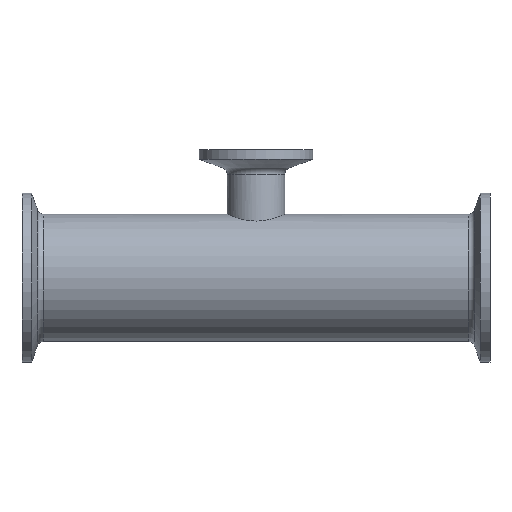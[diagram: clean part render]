
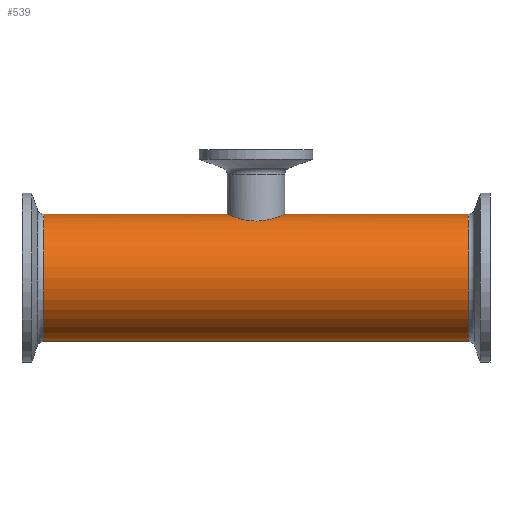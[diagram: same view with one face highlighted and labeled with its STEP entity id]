
A CAD part, front view. The second image highlights one B-rep face of the part: STEP entity #539.
In plain terms, the highlighted cylindrical face has radius 19.05 mm (diameter 38.1 mm), a full revolution.
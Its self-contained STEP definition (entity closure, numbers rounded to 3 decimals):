
#17=FACE_BOUND('',#131,.T.);
#29=B_SPLINE_CURVE_WITH_KNOTS('',3,(#900,#901,#902,#903,#904,#905,#906,
#907,#908,#909),.UNSPECIFIED.,.F.,.F.,(4,2,2,2,4),(0.,0.331,
0.663,0.994,1.325),.UNSPECIFIED.);
#30=B_SPLINE_CURVE_WITH_KNOTS('',3,(#910,#911,#912,#913,#914,#915,#916,
#917,#918,#919,#920,#921,#922,#923,#924,#925,#926,#927,#928,#929,#930,#931,
#932,#933,#934,#935),.UNSPECIFIED.,.F.,.F.,(4,2,2,2,2,2,2,2,2,2,2,2,4),
(1.325,1.656,1.987,2.318,2.649,
2.981,3.312,3.643,3.974,4.305,
4.636,4.968,5.299),.UNSPECIFIED.);
#35=CYLINDRICAL_SURFACE('',#618,19.05);
#46=LINE('',#990,#62);
#62=VECTOR('',#763,19.05);
#94=FACE_OUTER_BOUND('',#130,.T.);
#130=EDGE_LOOP('',(#412,#413,#414,#415,#416,#417));
#131=EDGE_LOOP('',(#418,#419));
#176=CIRCLE('',#611,19.05);
#180=CIRCLE('',#615,19.05);
#182=CIRCLE('',#619,19.05);
#183=CIRCLE('',#620,19.05);
#222=VERTEX_POINT('',#897);
#223=VERTEX_POINT('',#899);
#235=VERTEX_POINT('',#973);
#236=VERTEX_POINT('',#974);
#240=VERTEX_POINT('',#987);
#241=VERTEX_POINT('',#988);
#278=EDGE_CURVE('',#223,#222,#29,.T.);
#279=EDGE_CURVE('',#222,#223,#30,.T.);
#297=EDGE_CURVE('',#235,#236,#176,.T.);
#301=EDGE_CURVE('',#236,#235,#180,.T.);
#304=EDGE_CURVE('',#240,#241,#182,.T.);
#305=EDGE_CURVE('',#240,#235,#46,.T.);
#306=EDGE_CURVE('',#241,#240,#183,.T.);
#412=ORIENTED_EDGE('',*,*,#304,.F.);
#413=ORIENTED_EDGE('',*,*,#305,.T.);
#414=ORIENTED_EDGE('',*,*,#301,.F.);
#415=ORIENTED_EDGE('',*,*,#297,.F.);
#416=ORIENTED_EDGE('',*,*,#305,.F.);
#417=ORIENTED_EDGE('',*,*,#306,.F.);
#418=ORIENTED_EDGE('',*,*,#278,.T.);
#419=ORIENTED_EDGE('',*,*,#279,.T.);
#539=ADVANCED_FACE('',(#94,#17),#35,.T.);
#611=AXIS2_PLACEMENT_3D('',#975,#744,#745);
#615=AXIS2_PLACEMENT_3D('',#981,#752,#753);
#618=AXIS2_PLACEMENT_3D('',#986,#759,#760);
#619=AXIS2_PLACEMENT_3D('',#989,#761,#762);
#620=AXIS2_PLACEMENT_3D('',#991,#764,#765);
#744=DIRECTION('center_axis',(-1.,0.,0.));
#745=DIRECTION('ref_axis',(0.,1.,0.));
#752=DIRECTION('center_axis',(-1.,0.,0.));
#753=DIRECTION('ref_axis',(0.,1.,0.));
#759=DIRECTION('center_axis',(1.,0.,0.));
#760=DIRECTION('ref_axis',(0.,1.,0.));
#761=DIRECTION('center_axis',(1.,0.,0.));
#762=DIRECTION('ref_axis',(0.,-1.,0.));
#763=DIRECTION('',(-1.,0.,0.));
#764=DIRECTION('center_axis',(1.,0.,0.));
#765=DIRECTION('ref_axis',(0.,-1.,0.));
#897=CARTESIAN_POINT('',(-8.65,0.,19.05));
#899=CARTESIAN_POINT('',(0.,-8.65,16.973));
#900=CARTESIAN_POINT('Ctrl Pts',(0.,-8.65,16.973));
#901=CARTESIAN_POINT('Ctrl Pts',(-1.105,-8.65,16.973));
#902=CARTESIAN_POINT('Ctrl Pts',(-2.27,-8.426,17.092));
#903=CARTESIAN_POINT('Ctrl Pts',(-4.395,-7.539,17.502));
#904=CARTESIAN_POINT('Ctrl Pts',(-5.357,-6.876,17.784));
#905=CARTESIAN_POINT('Ctrl Pts',(-6.875,-5.358,18.299));
#906=CARTESIAN_POINT('Ctrl Pts',(-7.538,-4.396,18.567));
#907=CARTESIAN_POINT('Ctrl Pts',(-8.426,-2.269,18.945));
#908=CARTESIAN_POINT('Ctrl Pts',(-8.65,-1.103,19.05));
#909=CARTESIAN_POINT('Ctrl Pts',(-8.65,0.,19.05));
#910=CARTESIAN_POINT('Ctrl Pts',(-8.65,0.,19.05));
#911=CARTESIAN_POINT('Ctrl Pts',(-8.65,1.103,19.05));
#912=CARTESIAN_POINT('Ctrl Pts',(-8.426,2.269,18.945));
#913=CARTESIAN_POINT('Ctrl Pts',(-7.538,4.396,18.567));
#914=CARTESIAN_POINT('Ctrl Pts',(-6.875,5.358,18.299));
#915=CARTESIAN_POINT('Ctrl Pts',(-5.357,6.876,17.784));
#916=CARTESIAN_POINT('Ctrl Pts',(-4.395,7.539,17.502));
#917=CARTESIAN_POINT('Ctrl Pts',(-2.27,8.426,17.092));
#918=CARTESIAN_POINT('Ctrl Pts',(-1.105,8.65,16.973));
#919=CARTESIAN_POINT('Ctrl Pts',(1.105,8.65,16.973));
#920=CARTESIAN_POINT('Ctrl Pts',(2.27,8.426,17.092));
#921=CARTESIAN_POINT('Ctrl Pts',(4.395,7.539,17.502));
#922=CARTESIAN_POINT('Ctrl Pts',(5.357,6.876,17.784));
#923=CARTESIAN_POINT('Ctrl Pts',(6.875,5.358,18.299));
#924=CARTESIAN_POINT('Ctrl Pts',(7.538,4.396,18.567));
#925=CARTESIAN_POINT('Ctrl Pts',(8.426,2.269,18.945));
#926=CARTESIAN_POINT('Ctrl Pts',(8.65,1.103,19.05));
#927=CARTESIAN_POINT('Ctrl Pts',(8.65,-1.103,19.05));
#928=CARTESIAN_POINT('Ctrl Pts',(8.426,-2.269,18.945));
#929=CARTESIAN_POINT('Ctrl Pts',(7.538,-4.396,18.567));
#930=CARTESIAN_POINT('Ctrl Pts',(6.875,-5.358,18.299));
#931=CARTESIAN_POINT('Ctrl Pts',(5.357,-6.876,17.784));
#932=CARTESIAN_POINT('Ctrl Pts',(4.395,-7.539,17.502));
#933=CARTESIAN_POINT('Ctrl Pts',(2.27,-8.426,17.092));
#934=CARTESIAN_POINT('Ctrl Pts',(1.105,-8.65,16.973));
#935=CARTESIAN_POINT('Ctrl Pts',(0.,-8.65,16.973));
#973=CARTESIAN_POINT('',(-63.493,-19.05,0.));
#974=CARTESIAN_POINT('',(-63.493,0.,-19.05));
#975=CARTESIAN_POINT('Origin',(-63.493,0.,0.));
#981=CARTESIAN_POINT('Origin',(-63.493,0.,0.));
#986=CARTESIAN_POINT('Origin',(0.,0.,0.));
#987=CARTESIAN_POINT('',(63.493,-19.05,0.));
#988=CARTESIAN_POINT('',(63.493,0.,19.05));
#989=CARTESIAN_POINT('Origin',(63.493,0.,0.));
#990=CARTESIAN_POINT('',(0.,-19.05,0.));
#991=CARTESIAN_POINT('Origin',(63.493,0.,0.));
